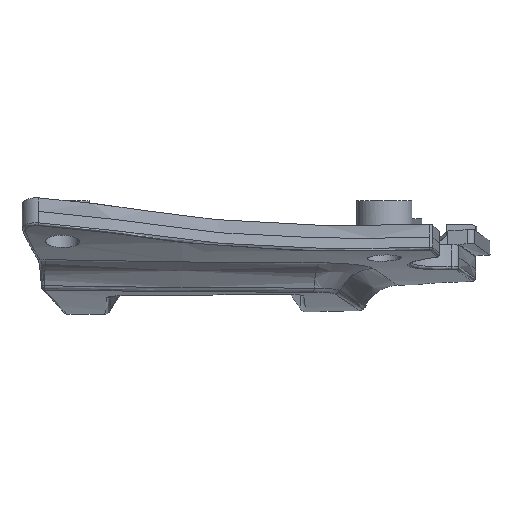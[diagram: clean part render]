
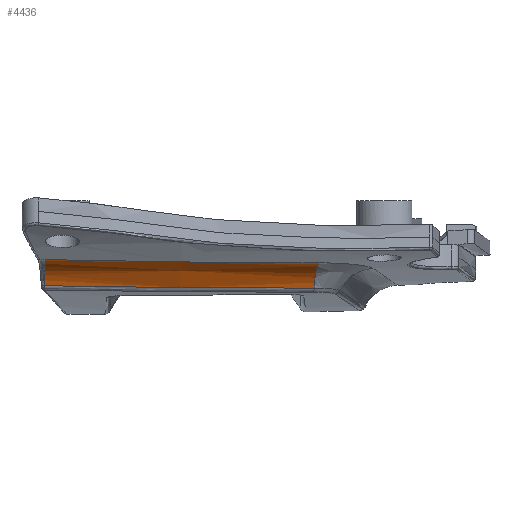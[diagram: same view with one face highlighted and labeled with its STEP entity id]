
A CAD part, left-side view. The second image highlights one B-rep face of the part: STEP entity #4436.
In plain terms, the highlighted free-form (B-spline) face has degree [3, 2] with [6, 3] control points.
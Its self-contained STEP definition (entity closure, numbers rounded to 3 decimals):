
#139=(
BOUNDED_SURFACE()
B_SPLINE_SURFACE(3,2,((#11044,#11045,#11046),(#11047,#11048,#11049),(#11050,
#11051,#11052),(#11053,#11054,#11055),(#11056,#11057,#11058),(#11059,#11060,
#11061)),.UNSPECIFIED.,.F.,.F.,.F.)
B_SPLINE_SURFACE_WITH_KNOTS((4,2,4),(3,3),(0.02,0.043,
0.065),(0.,0.92),.UNSPECIFIED.)
GEOMETRIC_REPRESENTATION_ITEM()
RATIONAL_B_SPLINE_SURFACE(((1.,0.848,0.976),(1.,
0.847,0.976),(1.,0.847,0.975),
(1.,0.846,0.975),(1.,0.845,0.975),
(1.,0.843,0.975)))
REPRESENTATION_ITEM('')
SURFACE()
);
#317=B_SPLINE_CURVE_WITH_KNOTS('',3,(#10485,#10486,#10487,#10488,#10489,
#10490,#10491,#10492,#10493,#10494,#10495,#10496,#10497,#10498,#10499,#10500,
#10501,#10502,#10503,#10504,#10505,#10506,#10507,#10508,#10509),
 .UNSPECIFIED.,.F.,.F.,(4,3,3,3,3,3,3,3,4),(0.,0.006,0.012,
0.019,0.022,0.028,0.034,
0.04,0.045),.UNSPECIFIED.);
#331=B_SPLINE_CURVE_WITH_KNOTS('',3,(#11064,#11065,#11066,#11067,#11068,
#11069,#11070,#11071,#11072,#11073,#11074,#11075,#11076,#11077,#11078,#11079,
#11080,#11081,#11082,#11083,#11084,#11085,#11086,#11087,#11088,#11089,#11090,
#11091),.UNSPECIFIED.,.F.,.F.,(4,3,3,3,3,3,3,3,3,4),(0.,0.007,
0.011,0.02,0.023,0.023,
0.029,0.035,0.041,0.045),
 .UNSPECIFIED.);
#668=FACE_OUTER_BOUND('',#958,.T.);
#958=EDGE_LOOP('',(#3252,#3253,#3254,#3255,#3256));
#1208=CIRCLE('',#4737,6.25);
#1210=CIRCLE('',#4739,6.25);
#1445=LINE('',#10411,#1640);
#1640=VECTOR('',#5238,10.);
#1897=VERTEX_POINT('',#10405);
#1899=VERTEX_POINT('',#10409);
#1907=VERTEX_POINT('',#10483);
#1922=VERTEX_POINT('',#10950);
#1925=VERTEX_POINT('',#11062);
#2394=EDGE_CURVE('',#1897,#1899,#1445,.T.);
#2404=EDGE_CURVE('',#1899,#1907,#317,.T.);
#2426=EDGE_CURVE('',#1907,#1922,#1208,.T.);
#2430=EDGE_CURVE('',#1897,#1925,#1210,.T.);
#2431=EDGE_CURVE('',#1925,#1922,#331,.T.);
#3252=ORIENTED_EDGE('',*,*,#2430,.F.);
#3253=ORIENTED_EDGE('',*,*,#2394,.T.);
#3254=ORIENTED_EDGE('',*,*,#2404,.T.);
#3255=ORIENTED_EDGE('',*,*,#2426,.T.);
#3256=ORIENTED_EDGE('',*,*,#2431,.F.);
#4436=ADVANCED_FACE('',(#668),#139,.F.);
#4737=AXIS2_PLACEMENT_3D('',#10951,#5275,#5276);
#4739=AXIS2_PLACEMENT_3D('',#11063,#5279,#5280);
#5238=DIRECTION('',(0.015,-1.,-0.018));
#5275=DIRECTION('center_axis',(0.162,-0.987,-0.002));
#5276=DIRECTION('ref_axis',(0.987,0.162,0.));
#5279=DIRECTION('center_axis',(0.016,-1.,-0.021));
#5280=DIRECTION('ref_axis',(0.,-0.021,1.));
#10405=CARTESIAN_POINT('',(-55.115,162.186,-21.064));
#10409=CARTESIAN_POINT('',(-55.114,162.179,-21.064));
#10411=CARTESIAN_POINT('',(-55.115,162.186,-21.064));
#10483=CARTESIAN_POINT('',(-51.186,117.629,-21.456));
#10485=CARTESIAN_POINT('Ctrl Pts',(-55.114,162.179,-21.064));
#10486=CARTESIAN_POINT('Ctrl Pts',(-55.084,160.106,-21.103));
#10487=CARTESIAN_POINT('Ctrl Pts',(-55.033,158.034,-21.138));
#10488=CARTESIAN_POINT('Ctrl Pts',(-54.96,155.963,-21.171));
#10489=CARTESIAN_POINT('Ctrl Pts',(-54.887,153.892,-21.204));
#10490=CARTESIAN_POINT('Ctrl Pts',(-54.794,151.822,-21.234));
#10491=CARTESIAN_POINT('Ctrl Pts',(-54.679,149.754,-21.261));
#10492=CARTESIAN_POINT('Ctrl Pts',(-54.565,147.686,-21.289));
#10493=CARTESIAN_POINT('Ctrl Pts',(-54.429,145.62,-21.313));
#10494=CARTESIAN_POINT('Ctrl Pts',(-54.273,143.556,-21.335));
#10495=CARTESIAN_POINT('Ctrl Pts',(-54.179,142.316,-21.348));
#10496=CARTESIAN_POINT('Ctrl Pts',(-54.077,141.077,-21.36));
#10497=CARTESIAN_POINT('Ctrl Pts',(-53.968,139.839,-21.371));
#10498=CARTESIAN_POINT('Ctrl Pts',(-53.795,137.878,-21.389));
#10499=CARTESIAN_POINT('Ctrl Pts',(-53.604,135.92,-21.403));
#10500=CARTESIAN_POINT('Ctrl Pts',(-53.393,133.964,-21.416));
#10501=CARTESIAN_POINT('Ctrl Pts',(-53.182,132.002,-21.428));
#10502=CARTESIAN_POINT('Ctrl Pts',(-52.951,130.042,-21.437));
#10503=CARTESIAN_POINT('Ctrl Pts',(-52.702,128.084,-21.444));
#10504=CARTESIAN_POINT('Ctrl Pts',(-52.453,126.132,-21.451));
#10505=CARTESIAN_POINT('Ctrl Pts',(-52.186,124.181,-21.456));
#10506=CARTESIAN_POINT('Ctrl Pts',(-51.899,122.233,-21.457));
#10507=CARTESIAN_POINT('Ctrl Pts',(-51.673,120.697,-21.459));
#10508=CARTESIAN_POINT('Ctrl Pts',(-51.435,119.162,-21.458));
#10509=CARTESIAN_POINT('Ctrl Pts',(-51.186,117.629,-21.456));
#10950=CARTESIAN_POINT('',(-56.074,116.82,-17.284));
#10951=CARTESIAN_POINT('Origin',(-57.029,116.675,-23.459));
#11044=CARTESIAN_POINT('Ctrl Pts',(-59.79,162.021,-16.749));
#11045=CARTESIAN_POINT('Ctrl Pts',(-56.133,162.095,-17.533));
#11046=CARTESIAN_POINT('Ctrl Pts',(-55.097,162.188,-21.125));
#11047=CARTESIAN_POINT('Ctrl Pts',(-59.697,154.455,-16.905));
#11048=CARTESIAN_POINT('Ctrl Pts',(-56.038,154.617,-17.672));
#11049=CARTESIAN_POINT('Ctrl Pts',(-54.987,154.729,-21.261));
#11050=CARTESIAN_POINT('Ctrl Pts',(-59.343,146.887,-17.037));
#11051=CARTESIAN_POINT('Ctrl Pts',(-55.678,147.132,-17.777));
#11052=CARTESIAN_POINT('Ctrl Pts',(-54.605,147.267,-21.362));
#11053=CARTESIAN_POINT('Ctrl Pts',(-58.105,131.797,-17.226));
#11054=CARTESIAN_POINT('Ctrl Pts',(-54.423,132.22,-17.897));
#11055=CARTESIAN_POINT('Ctrl Pts',(-53.296,132.393,-21.486));
#11056=CARTESIAN_POINT('Ctrl Pts',(-57.221,124.274,-17.282));
#11057=CARTESIAN_POINT('Ctrl Pts',(-53.522,124.774,-17.912));
#11058=CARTESIAN_POINT('Ctrl Pts',(-52.367,124.975,-21.51));
#11059=CARTESIAN_POINT('Ctrl Pts',(-56.074,116.82,-17.284));
#11060=CARTESIAN_POINT('Ctrl Pts',(-52.355,117.431,-17.873));
#11061=CARTESIAN_POINT('Ctrl Pts',(-51.173,117.631,-21.495));
#11062=CARTESIAN_POINT('',(-59.79,162.021,-16.749));
#11063=CARTESIAN_POINT('Origin',(-61.101,162.131,-22.859));
#11064=CARTESIAN_POINT('Ctrl Pts',(-59.79,162.021,-16.749));
#11065=CARTESIAN_POINT('Ctrl Pts',(-59.763,159.814,-16.795));
#11066=CARTESIAN_POINT('Ctrl Pts',(-59.713,157.608,-16.838));
#11067=CARTESIAN_POINT('Ctrl Pts',(-59.642,155.402,-16.879));
#11068=CARTESIAN_POINT('Ctrl Pts',(-59.591,153.828,-16.909));
#11069=CARTESIAN_POINT('Ctrl Pts',(-59.528,152.254,-16.937));
#11070=CARTESIAN_POINT('Ctrl Pts',(-59.454,150.681,-16.963));
#11071=CARTESIAN_POINT('Ctrl Pts',(-59.326,147.95,-17.01));
#11072=CARTESIAN_POINT('Ctrl Pts',(-59.164,145.22,-17.052));
#11073=CARTESIAN_POINT('Ctrl Pts',(-58.967,142.493,-17.09));
#11074=CARTESIAN_POINT('Ctrl Pts',(-58.891,141.447,-17.105));
#11075=CARTESIAN_POINT('Ctrl Pts',(-58.811,140.402,-17.118));
#11076=CARTESIAN_POINT('Ctrl Pts',(-58.725,139.357,-17.132));
#11077=CARTESIAN_POINT('Ctrl Pts',(-58.724,139.352,-17.132));
#11078=CARTESIAN_POINT('Ctrl Pts',(-58.724,139.347,-17.132));
#11079=CARTESIAN_POINT('Ctrl Pts',(-58.724,139.342,-17.132));
#11080=CARTESIAN_POINT('Ctrl Pts',(-58.555,137.281,-17.158));
#11081=CARTESIAN_POINT('Ctrl Pts',(-58.366,135.221,-17.181));
#11082=CARTESIAN_POINT('Ctrl Pts',(-58.157,133.164,-17.2));
#11083=CARTESIAN_POINT('Ctrl Pts',(-57.949,131.116,-17.22));
#11084=CARTESIAN_POINT('Ctrl Pts',(-57.722,129.071,-17.237));
#11085=CARTESIAN_POINT('Ctrl Pts',(-57.475,127.028,-17.25));
#11086=CARTESIAN_POINT('Ctrl Pts',(-57.231,125.01,-17.262));
#11087=CARTESIAN_POINT('Ctrl Pts',(-56.968,122.993,-17.272));
#11088=CARTESIAN_POINT('Ctrl Pts',(-56.686,120.979,-17.278));
#11089=CARTESIAN_POINT('Ctrl Pts',(-56.491,119.592,-17.282));
#11090=CARTESIAN_POINT('Ctrl Pts',(-56.287,118.205,-17.284));
#11091=CARTESIAN_POINT('Ctrl Pts',(-56.074,116.82,-17.284));
